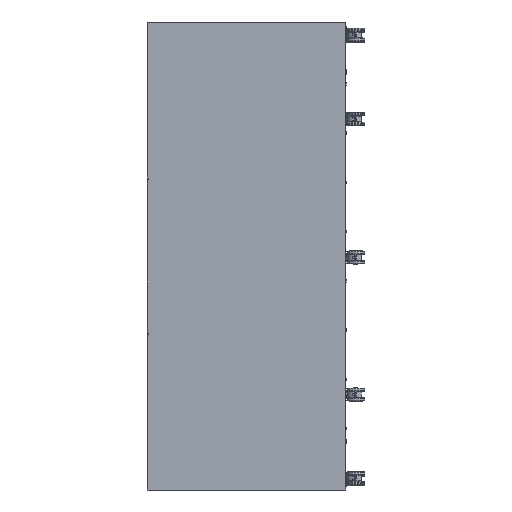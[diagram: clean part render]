
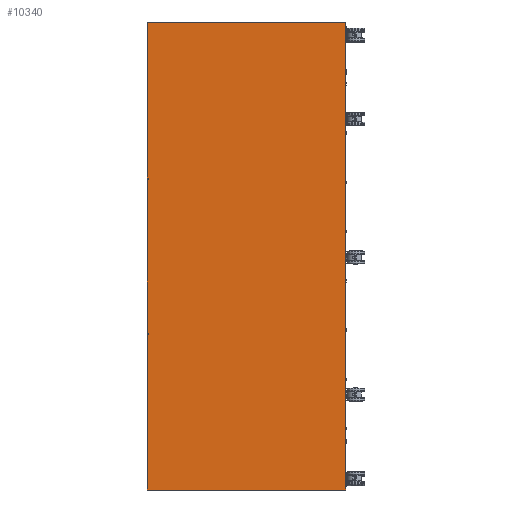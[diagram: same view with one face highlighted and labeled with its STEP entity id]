
A CAD part, left-side view. The second image highlights one B-rep face of the part: STEP entity #10340.
In plain terms, the highlighted planar face has unit normal (-1, 0, 0).
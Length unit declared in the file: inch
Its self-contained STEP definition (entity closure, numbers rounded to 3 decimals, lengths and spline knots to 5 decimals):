
#1646=FACE_OUTER_BOUND('',#2214,.T.);
#2214=EDGE_LOOP('',(#7195,#7196,#7197,#7198,#7199,#7200,#7201,#7202,#7203,
#7204,#7205,#7206));
#2850=LINE('',#15974,#3788);
#2854=LINE('',#15983,#3792);
#2859=LINE('',#15993,#3797);
#2866=LINE('',#16007,#3804);
#2872=LINE('',#16018,#3810);
#2874=LINE('',#16024,#3812);
#2879=LINE('',#16033,#3817);
#2883=LINE('',#16040,#3821);
#2889=LINE('',#16050,#3827);
#2904=LINE('',#16083,#3842);
#2905=LINE('',#16085,#3843);
#2906=LINE('',#16086,#3844);
#3788=VECTOR('',#12571,0.3937);
#3792=VECTOR('',#12577,0.3937);
#3797=VECTOR('',#12584,0.3937);
#3804=VECTOR('',#12595,0.3937);
#3810=VECTOR('',#12603,0.3937);
#3812=VECTOR('',#12607,0.3937);
#3817=VECTOR('',#12614,0.3937);
#3821=VECTOR('',#12622,0.3937);
#3827=VECTOR('',#12632,0.3937);
#3842=VECTOR('',#12663,0.3937);
#3843=VECTOR('',#12664,0.3937);
#3844=VECTOR('',#12665,0.3937);
#4726=VERTEX_POINT('',#15972);
#4727=VERTEX_POINT('',#15973);
#4730=VERTEX_POINT('',#15981);
#4731=VERTEX_POINT('',#15982);
#4734=VERTEX_POINT('',#15990);
#4739=VERTEX_POINT('',#16004);
#4744=VERTEX_POINT('',#16016);
#4746=VERTEX_POINT('',#16021);
#4747=VERTEX_POINT('',#16023);
#4750=VERTEX_POINT('',#16031);
#4763=VERTEX_POINT('',#16082);
#4764=VERTEX_POINT('',#16084);
#5669=EDGE_CURVE('',#4726,#4727,#2850,.T.);
#5673=EDGE_CURVE('',#4730,#4731,#2854,.T.);
#5678=EDGE_CURVE('',#4727,#4734,#2859,.T.);
#5685=EDGE_CURVE('',#4731,#4739,#2866,.T.);
#5691=EDGE_CURVE('',#4739,#4744,#2872,.T.);
#5693=EDGE_CURVE('',#4747,#4746,#2874,.T.);
#5698=EDGE_CURVE('',#4734,#4750,#2879,.T.);
#5702=EDGE_CURVE('',#4746,#4726,#2883,.T.);
#5708=EDGE_CURVE('',#4750,#4730,#2889,.T.);
#5723=EDGE_CURVE('',#4763,#4744,#2904,.T.);
#5724=EDGE_CURVE('',#4764,#4763,#2905,.T.);
#5725=EDGE_CURVE('',#4747,#4764,#2906,.T.);
#7195=ORIENTED_EDGE('',*,*,#5678,.T.);
#7196=ORIENTED_EDGE('',*,*,#5698,.T.);
#7197=ORIENTED_EDGE('',*,*,#5708,.T.);
#7198=ORIENTED_EDGE('',*,*,#5673,.T.);
#7199=ORIENTED_EDGE('',*,*,#5685,.T.);
#7200=ORIENTED_EDGE('',*,*,#5691,.T.);
#7201=ORIENTED_EDGE('',*,*,#5723,.F.);
#7202=ORIENTED_EDGE('',*,*,#5724,.F.);
#7203=ORIENTED_EDGE('',*,*,#5725,.F.);
#7204=ORIENTED_EDGE('',*,*,#5693,.T.);
#7205=ORIENTED_EDGE('',*,*,#5702,.T.);
#7206=ORIENTED_EDGE('',*,*,#5669,.T.);
#10014=PLANE('',#11353);
#10340=ADVANCED_FACE('',(#1646),#10014,.T.);
#11353=AXIS2_PLACEMENT_3D('',#16081,#12661,#12662);
#12571=DIRECTION('',(0.,0.,-1.));
#12577=DIRECTION('',(0.,0.,-1.));
#12584=DIRECTION('',(0.,1.,0.));
#12595=DIRECTION('',(0.,1.,0.));
#12603=DIRECTION('',(0.,0.,-1.));
#12607=DIRECTION('',(0.,0.,-1.));
#12614=DIRECTION('',(0.,0.,-1.));
#12622=DIRECTION('',(0.,-1.,0.));
#12632=DIRECTION('',(0.,-1.,0.));
#12661=DIRECTION('center_axis',(-1.,0.,0.));
#12662=DIRECTION('ref_axis',(0.,-1.,0.));
#12663=DIRECTION('',(0.,1.,0.));
#12664=DIRECTION('',(0.,0.,-1.));
#12665=DIRECTION('',(0.,-1.,0.));
#15972=CARTESIAN_POINT('',(0.,0.00738,-24.33333));
#15973=CARTESIAN_POINT('',(0.,0.00738,-24.58333));
#15974=CARTESIAN_POINT('',(0.,0.00738,-12.22917));
#15981=CARTESIAN_POINT('',(0.,0.00738,-49.54167));
#15982=CARTESIAN_POINT('',(0.,0.00738,-49.79167));
#15983=CARTESIAN_POINT('',(0.,0.00738,-24.83333));
#15990=CARTESIAN_POINT('',(0.,0.25738,-24.58333));
#15993=CARTESIAN_POINT('',(0.,0.25738,-24.58333));
#16004=CARTESIAN_POINT('',(0.,0.25738,-49.79167));
#16007=CARTESIAN_POINT('',(0.,0.25738,-49.79167));
#16016=CARTESIAN_POINT('',(0.,0.25738,-75.));
#16018=CARTESIAN_POINT('',(0.,0.25738,0.));
#16021=CARTESIAN_POINT('',(0.,0.25738,-24.33333));
#16023=CARTESIAN_POINT('',(0.,0.25738,1.));
#16024=CARTESIAN_POINT('',(0.,0.25738,0.));
#16031=CARTESIAN_POINT('',(0.,0.25738,-49.54167));
#16033=CARTESIAN_POINT('',(0.,0.25738,0.));
#16040=CARTESIAN_POINT('',(0.,0.25738,-24.33333));
#16050=CARTESIAN_POINT('',(0.,0.25738,-49.54167));
#16081=CARTESIAN_POINT('Origin',(0.,0.25738,
0.));
#16082=CARTESIAN_POINT('',(0.,-32.,-75.));
#16083=CARTESIAN_POINT('',(0.,-32.,-75.));
#16084=CARTESIAN_POINT('',(0.,-32.,1.));
#16085=CARTESIAN_POINT('',(0.,-32.,0.));
#16086=CARTESIAN_POINT('',(0.,-32.,1.));
